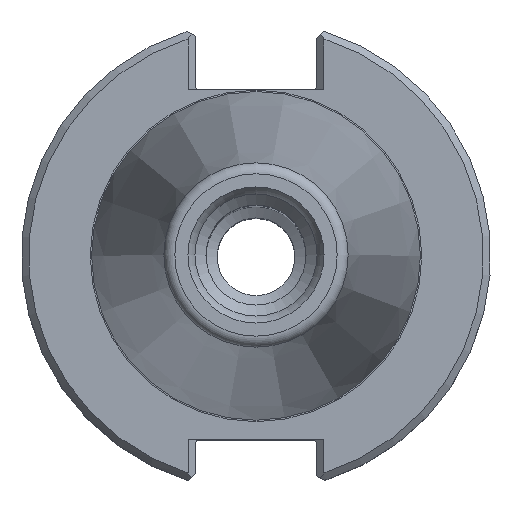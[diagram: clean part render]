
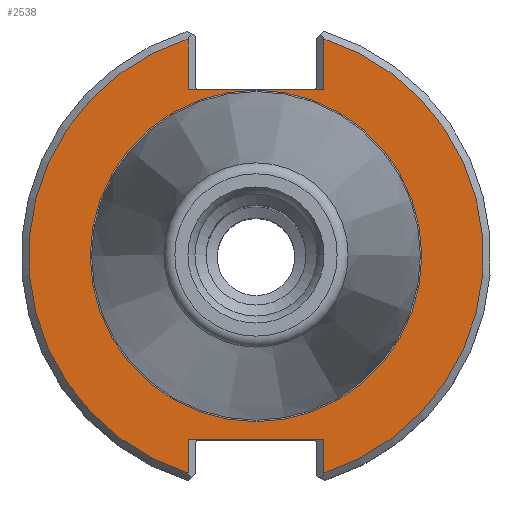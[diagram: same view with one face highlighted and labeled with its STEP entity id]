
A CAD part, top view. The second image highlights one B-rep face of the part: STEP entity #2538.
In plain terms, the highlighted planar face has unit normal (0, 0, 1).
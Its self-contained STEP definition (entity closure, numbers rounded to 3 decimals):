
#56=LINE('',#3865,#121);
#59=LINE('',#3876,#124);
#78=LINE('',#3959,#143);
#80=LINE('',#3975,#145);
#81=LINE('',#3977,#146);
#82=LINE('',#3979,#147);
#121=VECTOR('',#3091,1000.);
#124=VECTOR('',#3096,1000.);
#143=VECTOR('',#3143,1000.);
#145=VECTOR('',#3153,1000.);
#146=VECTOR('',#3154,1000.);
#147=VECTOR('',#3155,1000.);
#313=PLANE('',#2730);
#699=ORIENTED_EDGE('',*,*,#951,.T.);
#700=ORIENTED_EDGE('',*,*,#946,.T.);
#701=ORIENTED_EDGE('',*,*,#976,.F.);
#702=ORIENTED_EDGE('',*,*,#942,.T.);
#703=ORIENTED_EDGE('',*,*,#968,.T.);
#704=ORIENTED_EDGE('',*,*,#981,.T.);
#705=ORIENTED_EDGE('',*,*,#982,.F.);
#706=ORIENTED_EDGE('',*,*,#983,.T.);
#707=ORIENTED_EDGE('',*,*,#940,.F.);
#940=EDGE_CURVE('',#1137,#1137,#1248,.T.);
#942=EDGE_CURVE('',#1139,#1138,#56,.T.);
#946=EDGE_CURVE('',#1140,#1141,#59,.T.);
#951=EDGE_CURVE('',#1144,#1140,#1249,.T.);
#968=EDGE_CURVE('',#1138,#1155,#1250,.T.);
#976=EDGE_CURVE('',#1139,#1141,#78,.T.);
#981=EDGE_CURVE('',#1155,#1162,#80,.T.);
#982=EDGE_CURVE('',#1163,#1162,#81,.T.);
#983=EDGE_CURVE('',#1163,#1144,#82,.T.);
#1137=VERTEX_POINT('',#3858);
#1138=VERTEX_POINT('',#3864);
#1139=VERTEX_POINT('',#3866);
#1140=VERTEX_POINT('',#3873);
#1141=VERTEX_POINT('',#3875);
#1144=VERTEX_POINT('',#3891);
#1155=VERTEX_POINT('',#3937);
#1162=VERTEX_POINT('',#3976);
#1163=VERTEX_POINT('',#3978);
#1248=CIRCLE('',#2710,22.413);
#1249=CIRCLE('',#2715,30.75);
#1250=CIRCLE('',#2722,30.75);
#1406=EDGE_LOOP('',(#699,#700,#701,#702,#703,#704,#705,#706));
#1407=EDGE_LOOP('',(#707));
#1580=FACE_BOUND('',#1406,.T.);
#1581=FACE_BOUND('',#1407,.T.);
#2538=ADVANCED_FACE('',(#1580,#1581),#313,.T.);
#2710=AXIS2_PLACEMENT_3D('',#3857,#3087,#3088);
#2715=AXIS2_PLACEMENT_3D('',#3892,#3103,#3104);
#2722=AXIS2_PLACEMENT_3D('',#3938,#3129,#3130);
#2730=AXIS2_PLACEMENT_3D('',#3974,#3151,#3152);
#3087=DIRECTION('',(0.,0.,1.));
#3088=DIRECTION('',(1.,0.,0.));
#3091=DIRECTION('',(0.,-1.,0.));
#3096=DIRECTION('',(0.,1.,0.));
#3103=DIRECTION('',(0.,0.,1.));
#3104=DIRECTION('',(1.,0.,0.));
#3129=DIRECTION('',(0.,0.,1.));
#3130=DIRECTION('',(1.,0.,0.));
#3143=DIRECTION('',(-1.,0.,0.));
#3151=DIRECTION('',(0.,0.,1.));
#3152=DIRECTION('',(1.,0.,0.));
#3153=DIRECTION('',(0.,-1.,0.));
#3154=DIRECTION('',(1.,0.,0.));
#3155=DIRECTION('',(0.,1.,0.));
#3857=CARTESIAN_POINT('',(0.,0.,-3.17));
#3858=CARTESIAN_POINT('',(22.413,0.,-3.17));
#3864=CARTESIAN_POINT('',(9.19,-29.345,-3.17));
#3865=CARTESIAN_POINT('',(9.19,-30.831,-3.17));
#3866=CARTESIAN_POINT('',(9.19,-24.87,-3.17));
#3873=CARTESIAN_POINT('',(-9.19,-29.345,-3.17));
#3875=CARTESIAN_POINT('',(-9.19,-24.87,-3.17));
#3876=CARTESIAN_POINT('',(-9.19,-24.87,-3.17));
#3891=CARTESIAN_POINT('',(-9.19,29.345,-3.17));
#3892=CARTESIAN_POINT('',(0.,0.,-3.17));
#3937=CARTESIAN_POINT('',(9.19,29.345,-3.17));
#3938=CARTESIAN_POINT('',(0.,0.,-3.17));
#3959=CARTESIAN_POINT('',(8.19,-24.87,-3.17));
#3974=CARTESIAN_POINT('',(22.413,0.,-3.17));
#3975=CARTESIAN_POINT('',(9.19,22.46,-3.17));
#3976=CARTESIAN_POINT('',(9.19,22.46,-3.17));
#3977=CARTESIAN_POINT('',(-8.19,22.46,-3.17));
#3978=CARTESIAN_POINT('',(-9.19,22.46,-3.17));
#3979=CARTESIAN_POINT('',(-9.19,30.831,-3.17));
